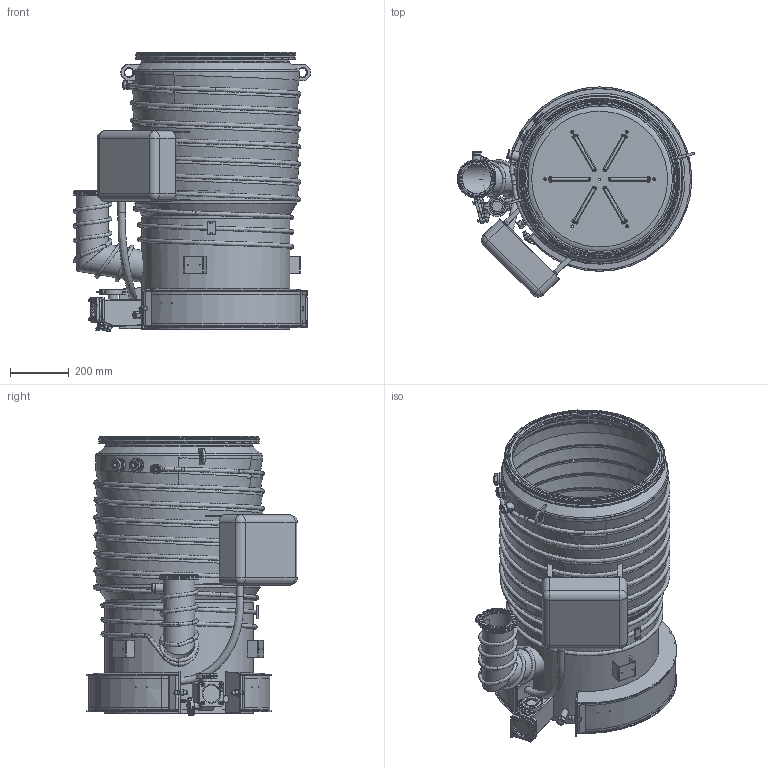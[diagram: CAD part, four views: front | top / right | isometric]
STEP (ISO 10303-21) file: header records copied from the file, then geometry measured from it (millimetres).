
FILE_DESCRIPTION(('STEP AP242'), '1');
FILE_NAME('ÍÄ-500 ñ ÁÀ èñõîäíèê ïîâåðõíîñòÿìè', '2025-09-08T06:08:44', ('User'), (''), 'C3D Converter', 'C3D Toolkit', '');
FILE_SCHEMA(('AP242_MANAGED_MODEL_BASED_3D_ENGINEERING_MIM_LF { 1 0 10303 442 1 1 4 }'));
Length unit declared in the file: millimetre
Bounding box: 810.62 x 718.94 x 955.24 mm (x, y, z)
Surface area: 4902135.9 mm2 (no closed solid volume)
Topology: 0 solids, 145 shells, 983 faces, 3277 edges, 2326 vertices
Faces by surface type: plane 377, cylinder 343, torus 90, bspline 77, cone 64, sphere 28, extrusion 2, revolution 2
Full cylindrical faces by diameter (mm): 1.2 x4, 3 x6, 3.1 x2, 3.4 x7, 3.5 x4, 3.6 x1, 4.2 x1, 4.917 x1, 5 x3, 5.5 x1, 6 x4, 6.5 x1, 10 x11, 12 x16, 12.2 x1, 13 x2, 13.5 x2, 14 x2, 14.2 x1, 14.95 x2, 16 x2, 18 x2, 18.632 x2, 20 x1, 21.5 x1, 22 x1, 24 x4, 25 x1, 28 x2, 30 x3
Entity records: 85099 total; most frequent: CARTESIAN_POINT 58531, DIRECTION 5466, ORIENTED_EDGE 4632, EDGE_CURVE 2990, VERTEX_POINT 2318, AXIS2_PLACEMENT_3D 2173, EDGE_LOOP 1416, CIRCLE 1270
